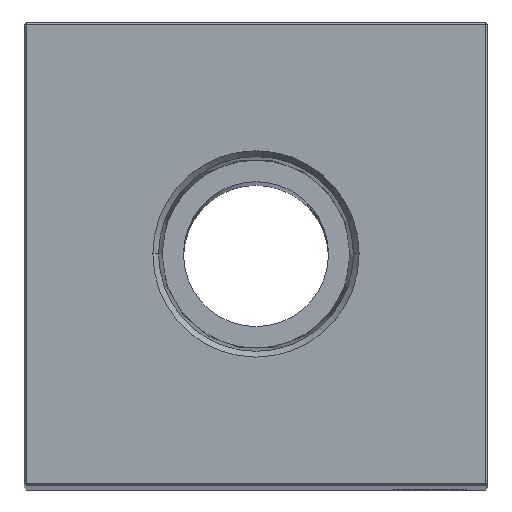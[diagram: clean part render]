
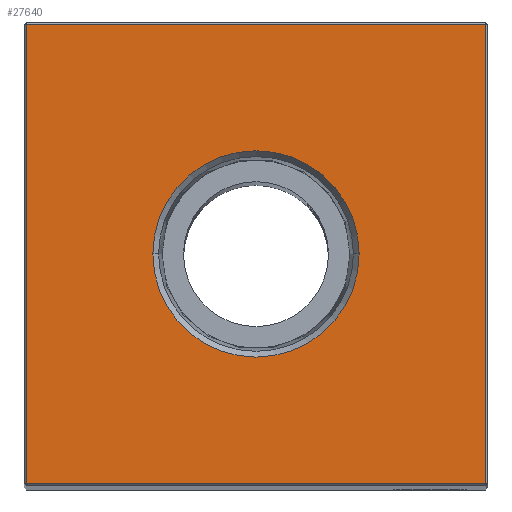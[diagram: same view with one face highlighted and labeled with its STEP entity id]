
A CAD part, top view. The second image highlights one B-rep face of the part: STEP entity #27640.
In plain terms, the highlighted planar face has unit normal (0, 0, 1).
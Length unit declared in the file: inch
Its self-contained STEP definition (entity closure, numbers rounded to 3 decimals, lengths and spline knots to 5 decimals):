
#5 = CARTESIAN_POINT ( 'NONE',  ( -0.99, -0.99, 10.25 ) ) ;
#386 = LINE ( 'NONE', #10550, #1186 ) ;
#1100 = FACE_OUTER_BOUND ( 'NONE', #25518, .T. ) ;
#1186 = VECTOR ( 'NONE', #20648, 39.37008 ) ;
#1360 = ORIENTED_EDGE ( 'NONE', *, *, #16589, .T. ) ;
#1428 = DIRECTION ( 'NONE',  ( 0., 0., -1. ) ) ;
#1708 = VECTOR ( 'NONE', #30268, 39.37008 ) ;
#3562 = DIRECTION ( 'NONE',  ( 0., 0., 1. ) ) ;
#3682 = AXIS2_PLACEMENT_3D ( 'NONE', #31179, #8627, #18748 ) ;
#4422 = EDGE_CURVE ( 'NONE', #20238, #25168, #21135, .T. ) ;
#4452 = LINE ( 'NONE', #14589, #24681 ) ;
#5504 = EDGE_LOOP ( 'NONE', ( #12958, #27837 ) ) ;
#6639 = CARTESIAN_POINT ( 'NONE',  ( 0.99, -0.99, 10.25 ) ) ;
#8554 = DIRECTION ( 'NONE',  ( 0., -1., 0. ) ) ;
#8627 = DIRECTION ( 'NONE',  ( 0., 0., 1. ) ) ;
#9087 = VERTEX_POINT ( 'NONE', #29013 ) ;
#9620 = VERTEX_POINT ( 'NONE', #17304 ) ;
#10156 = LINE ( 'NONE', #20267, #1708 ) ;
#10550 = CARTESIAN_POINT ( 'NONE',  ( 0., -0.99, 10.25 ) ) ;
#10605 = AXIS2_PLACEMENT_3D ( 'NONE', #24158, #1428, #11593 ) ;
#11222 = AXIS2_PLACEMENT_3D ( 'NONE', #26247, #3562, #13702 ) ;
#11276 = FACE_BOUND ( 'NONE', #5504, .T. ) ;
#11593 = DIRECTION ( 'NONE',  ( -1., 0., 0. ) ) ;
#12958 = ORIENTED_EDGE ( 'NONE', *, *, #25436, .F. ) ;
#13557 = VERTEX_POINT ( 'NONE', #31050 ) ;
#13702 = DIRECTION ( 'NONE',  ( 1., 0., 0. ) ) ;
#14589 = CARTESIAN_POINT ( 'NONE',  ( 0.99, 0., 10.25 ) ) ;
#16589 = EDGE_CURVE ( 'NONE', #25168, #27294, #386, .T. ) ;
#17304 = CARTESIAN_POINT ( 'NONE',  ( 0.99, 0.99, 10.25 ) ) ;
#18002 = CIRCLE ( 'NONE', #3682, 0.44487 ) ;
#18748 = DIRECTION ( 'NONE',  ( 1., 0., 0. ) ) ;
#20238 = VERTEX_POINT ( 'NONE', #31657 ) ;
#20267 = CARTESIAN_POINT ( 'NONE',  ( 0., 0.99, 10.25 ) ) ;
#20387 = VECTOR ( 'NONE', #8554, 39.37008 ) ;
#20447 = ORIENTED_EDGE ( 'NONE', *, *, #29978, .T. ) ;
#20648 = DIRECTION ( 'NONE',  ( 1., 0., 0. ) ) ;
#21135 = LINE ( 'NONE', #31109, #20387 ) ;
#21381 = PLANE ( 'NONE',  #10605 ) ;
#21458 = ORIENTED_EDGE ( 'NONE', *, *, #25193, .T. ) ;
#24158 = CARTESIAN_POINT ( 'NONE',  ( 0., 0., 10.25 ) ) ;
#24645 = DIRECTION ( 'NONE',  ( 0., 1., 0. ) ) ;
#24681 = VECTOR ( 'NONE', #24645, 39.37008 ) ;
#25168 = VERTEX_POINT ( 'NONE', #5 ) ;
#25193 = EDGE_CURVE ( 'NONE', #9620, #20238, #10156, .T. ) ;
#25436 = EDGE_CURVE ( 'NONE', #9087, #13557, #25474, .T. ) ;
#25474 = CIRCLE ( 'NONE', #11222, 0.44487 ) ;
#25518 = EDGE_LOOP ( 'NONE', ( #31594, #1360, #20447, #21458 ) ) ;
#26247 = CARTESIAN_POINT ( 'NONE',  ( 0., 0., 10.25 ) ) ;
#27294 = VERTEX_POINT ( 'NONE', #6639 ) ;
#27556 = EDGE_CURVE ( 'NONE', #13557, #9087, #18002, .T. ) ;
#27640 = ADVANCED_FACE ( 'NONE', ( #1100, #11276 ), #21381, .F. ) ;
#27837 = ORIENTED_EDGE ( 'NONE', *, *, #27556, .F. ) ;
#29013 = CARTESIAN_POINT ( 'NONE',  ( 0.44487, 0., 10.25 ) ) ;
#29978 = EDGE_CURVE ( 'NONE', #27294, #9620, #4452, .T. ) ;
#30268 = DIRECTION ( 'NONE',  ( -1., 0., 0. ) ) ;
#31050 = CARTESIAN_POINT ( 'NONE',  ( -0.44487, 0., 10.25 ) ) ;
#31109 = CARTESIAN_POINT ( 'NONE',  ( -0.99, 0., 10.25 ) ) ;
#31179 = CARTESIAN_POINT ( 'NONE',  ( 0., 0., 10.25 ) ) ;
#31594 = ORIENTED_EDGE ( 'NONE', *, *, #4422, .T. ) ;
#31657 = CARTESIAN_POINT ( 'NONE',  ( -0.99, 0.99, 10.25 ) ) ;
